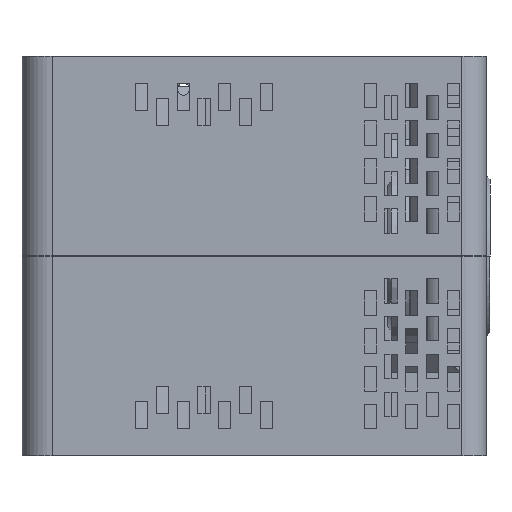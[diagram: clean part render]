
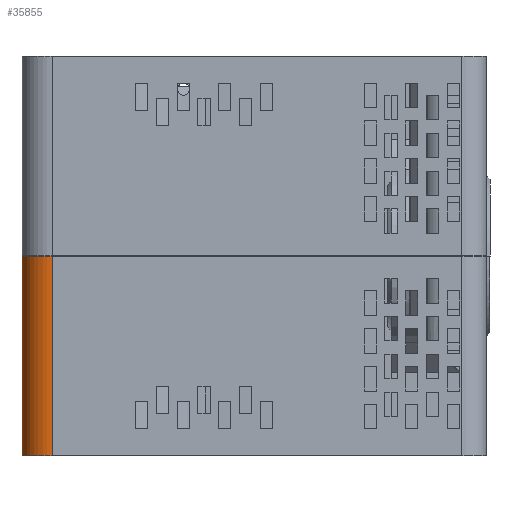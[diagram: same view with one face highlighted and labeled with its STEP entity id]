
A CAD part, left-side view. The second image highlights one B-rep face of the part: STEP entity #35855.
In plain terms, the highlighted cylindrical face has radius 5 mm (diameter 10 mm), a partial arc.
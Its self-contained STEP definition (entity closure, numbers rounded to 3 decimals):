
#2719=FACE_OUTER_BOUND('',#4755,.T.);
#4755=EDGE_LOOP('',(#26962,#26963,#26964,#26965));
#6779=CIRCLE('',#37649,5.);
#6788=CIRCLE('',#37661,5.);
#8264=LINE('',#51717,#12930);
#8421=LINE('',#52068,#13087);
#12930=VECTOR('',#40974,32.7);
#13087=VECTOR('',#41251,32.7);
#17256=VERTEX_POINT('',#49883);
#17257=VERTEX_POINT('',#49885);
#17444=VERTEX_POINT('',#51332);
#17445=VERTEX_POINT('',#51334);
#20827=EDGE_CURVE('',#17256,#17257,#6779,.T.);
#21023=EDGE_CURVE('',#17445,#17444,#6788,.T.);
#21216=EDGE_CURVE('',#17256,#17445,#8264,.T.);
#21388=EDGE_CURVE('',#17257,#17444,#8421,.T.);
#26962=ORIENTED_EDGE('',*,*,#20827,.F.);
#26963=ORIENTED_EDGE('',*,*,#21216,.T.);
#26964=ORIENTED_EDGE('',*,*,#21023,.T.);
#26965=ORIENTED_EDGE('',*,*,#21388,.F.);
#35651=CYLINDRICAL_SURFACE('',#37735,5.);
#35855=ADVANCED_FACE('',(#2719),#35651,.T.);
#37649=AXIS2_PLACEMENT_3D('',#49886,#40623,#40624);
#37661=AXIS2_PLACEMENT_3D('',#51335,#40757,#40758);
#37735=AXIS2_PLACEMENT_3D('',#52067,#41249,#41250);
#40623=DIRECTION('center_axis',(0.,0.,-1.));
#40624=DIRECTION('ref_axis',(-1.,0.,0.));
#40757=DIRECTION('center_axis',(0.,0.,-1.));
#40758=DIRECTION('ref_axis',(-1.,0.,0.));
#40974=DIRECTION('',(0.,0.,1.));
#41249=DIRECTION('center_axis',(0.,0.,1.));
#41250=DIRECTION('ref_axis',(-1.,0.,0.));
#41251=DIRECTION('',(0.,0.,1.));
#49883=CARTESIAN_POINT('',(-49.188,71.,-32.745));
#49885=CARTESIAN_POINT('',(-39.839,73.467,-32.745));
#49886=CARTESIAN_POINT('Origin',(-44.188,71.,-32.745));
#51332=CARTESIAN_POINT('',(-39.839,73.467,-0.045));
#51334=CARTESIAN_POINT('',(-49.188,71.,-0.045));
#51335=CARTESIAN_POINT('Origin',(-44.188,71.,-0.045));
#51717=CARTESIAN_POINT('',(-49.188,71.,-32.745));
#52067=CARTESIAN_POINT('Origin',(-44.188,71.,-32.745));
#52068=CARTESIAN_POINT('',(-39.839,73.467,-32.745));
